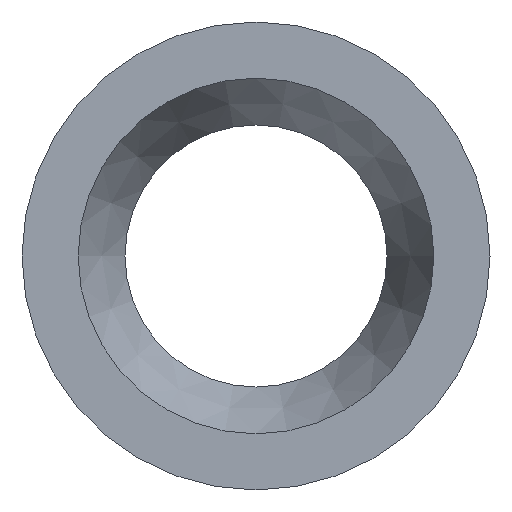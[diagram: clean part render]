
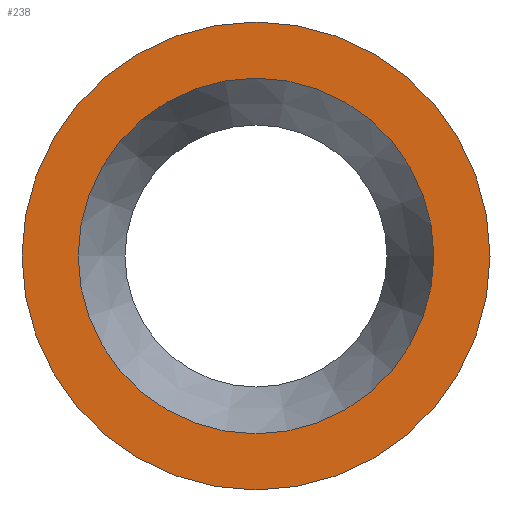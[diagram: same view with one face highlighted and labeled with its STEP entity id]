
A CAD part, left-side view. The second image highlights one B-rep face of the part: STEP entity #238.
In plain terms, the highlighted planar face has unit normal (-1, 0, 0).
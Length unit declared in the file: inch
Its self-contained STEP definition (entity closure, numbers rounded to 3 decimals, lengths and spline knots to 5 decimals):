
#2 = AXIS2_PLACEMENT_3D ( 'NONE', #163, #41, #251 ) ;
#5 = CARTESIAN_POINT ( 'NONE',  ( 0., 0., -0.37402 ) ) ;
#9 = CIRCLE ( 'NONE', #2, 0.49213 ) ;
#11 = EDGE_CURVE ( 'NONE', #152, #152, #60, .T. ) ;
#13 = PLANE ( 'NONE',  #205 ) ;
#19 = DIRECTION ( 'NONE',  ( 0., 0., -1. ) ) ;
#40 = FACE_OUTER_BOUND ( 'NONE', #193, .T. ) ;
#41 = DIRECTION ( 'NONE',  ( 1., 0., 0. ) ) ;
#59 = EDGE_CURVE ( 'NONE', #113, #113, #9, .T. ) ;
#60 = CIRCLE ( 'NONE', #166, 0.37402 ) ;
#96 = ORIENTED_EDGE ( 'NONE', *, *, #11, .T. ) ;
#104 = CARTESIAN_POINT ( 'NONE',  ( 0., 0., 0. ) ) ;
#110 = DIRECTION ( 'NONE',  ( 0., 0., 1. ) ) ;
#113 = VERTEX_POINT ( 'NONE', #243 ) ;
#128 = DIRECTION ( 'NONE',  ( -1., 0., 0. ) ) ;
#140 = EDGE_LOOP ( 'NONE', ( #96 ) ) ;
#152 = VERTEX_POINT ( 'NONE', #5 ) ;
#155 = FACE_BOUND ( 'NONE', #140, .T. ) ;
#163 = CARTESIAN_POINT ( 'NONE',  ( 0., 0., 0. ) ) ;
#166 = AXIS2_PLACEMENT_3D ( 'NONE', #104, #213, #19 ) ;
#191 = CARTESIAN_POINT ( 'NONE',  ( 0., 0.43307, 0. ) ) ;
#193 = EDGE_LOOP ( 'NONE', ( #195 ) ) ;
#195 = ORIENTED_EDGE ( 'NONE', *, *, #59, .F. ) ;
#205 = AXIS2_PLACEMENT_3D ( 'NONE', #191, #128, #110 ) ;
#213 = DIRECTION ( 'NONE',  ( 1., 0., 0. ) ) ;
#238 = ADVANCED_FACE ( 'NONE', ( #40, #155 ), #13, .T. ) ;
#243 = CARTESIAN_POINT ( 'NONE',  ( 0., 0., -0.49213 ) ) ;
#251 = DIRECTION ( 'NONE',  ( 0., 0., -1. ) ) ;
